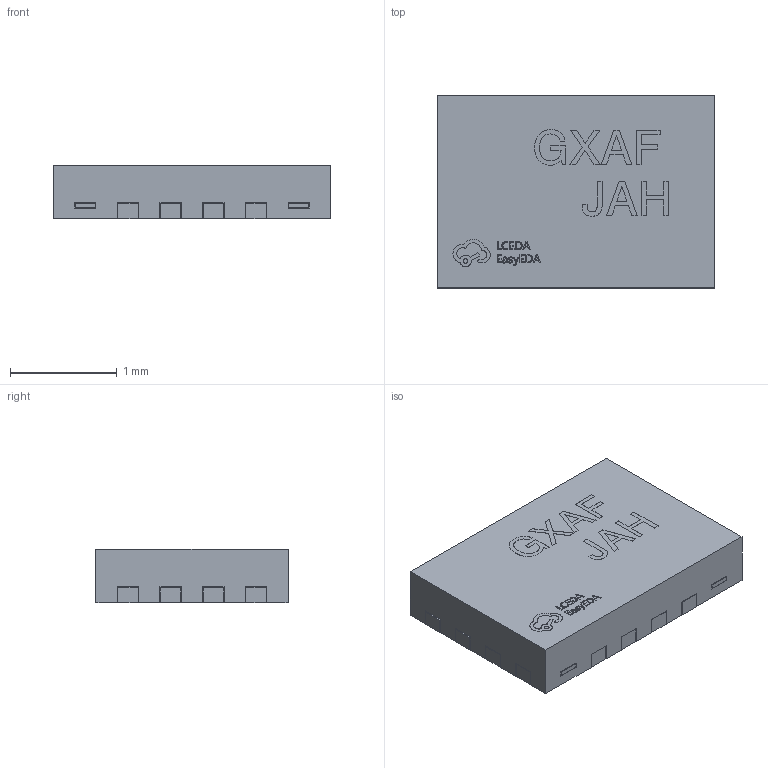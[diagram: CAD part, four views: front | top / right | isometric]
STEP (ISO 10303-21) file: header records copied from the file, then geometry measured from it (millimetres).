
FILE_DESCRIPTION((''),'2;1');
FILE_NAME('UMLP-16_L2','2022-10-26T14:20:17',('win'),(''),'CREO PARAMETRIC BY PTC INC, 2020033','CREO PARAMETRIC BY PTC INC, 2020033','');
FILE_SCHEMA(('AUTOMOTIVE_DESIGN { 1 0 10303 214 1 1 1 1 }'));
Length unit declared in the file: millimetre
Products named in the file (1): UMLP-16_L2
Bounding box: 2.6 x 1.8 x 0.5 mm (x, y, z)
Volume: 2.3 mm3; surface area: 19.3 mm2
Topology: 17 solids, 17 shells, 523 faces, 1359 edges, 906 vertices
Faces by surface type: plane 426, extrusion 95, cylinder 2
Entity records: 20304 total; most frequent: CARTESIAN_POINT 3840, ORIENTED_EDGE 2718, DIRECTION 2124, EDGE_CURVE 1359, VECTOR 1260, LINE 1165, VERTEX_POINT 906, PRESENTATION_STYLE_ASSIGNMENT 618
